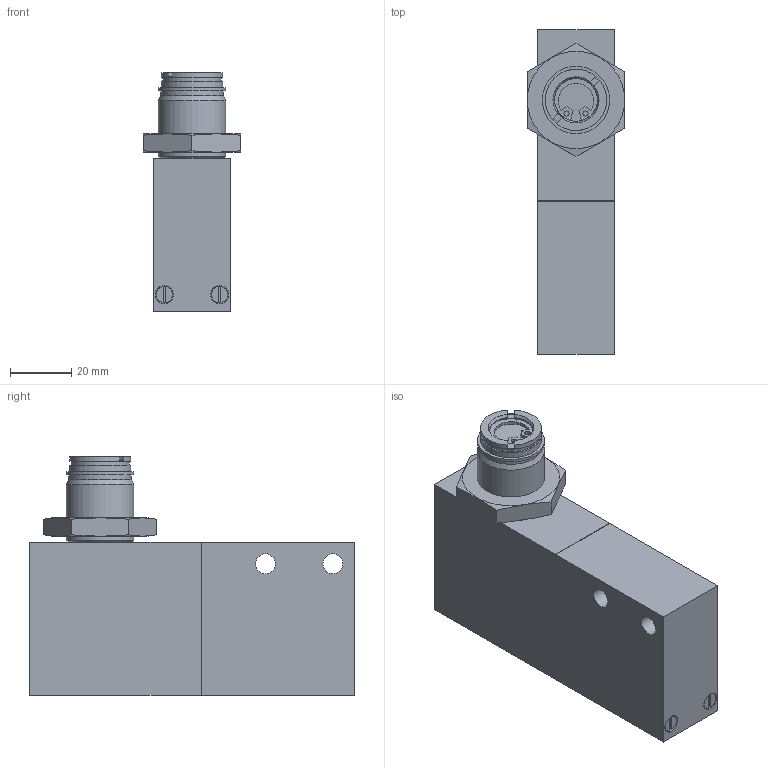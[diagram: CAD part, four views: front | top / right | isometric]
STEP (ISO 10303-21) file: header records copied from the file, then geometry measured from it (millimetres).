
FILE_DESCRIPTION(/* description */ ('STEP AP214'),/* implementation_level */ '2;1');
FILE_NAME(/* name */ '3489_VZOB-3-1_4',/* time_stamp */ '2024-09-18T03:32:43+02:00',/* author */ ('License CC BY-ND 4.0'),/* organization */ ('CADENAS'),/* preprocessor_version */ 'ST-DEVELOPER v19.3',/* originating_system */ 'PARTsolutions',/* authorisation */ ' ');
FILE_SCHEMA (('AUTOMOTIVE_DESIGN {1 0 10303 214 3 1 1}'));
Length unit declared in the file: millimetre
Products named in the file (3): 3489 VZOB-3-1/4; 3488 VZB-3-1/4-part; 205809 Flachmutter M22X1-6-32
Assembly tree (2 placements, depth 2):
  3489 VZOB-3-1/4
    3488 VZB-3-1/4-part
    205809 Flachmutter M22X1-6-32
Bounding box: 32 x 106 x 78 mm (x, y, z)
Volume: 139019.7 mm3; surface area: 25671.9 mm2
Topology: 2 solids, 2 shells, 117 faces, 262 edges, 171 vertices
Faces by surface type: plane 75, cylinder 24, cone 18
Full cylindrical faces by diameter (mm): 1.7 x2, 5.9 x4, 6.5 x2, 8.566 x1, 11.445 x3, 14 x1, 14.6 x1, 19 x1, 20 x2, 20.4 x1, 20.917 x1, 22 x2
Entity records: 3127 total; most frequent: CARTESIAN_POINT 614, DIRECTION 512, ORIENTED_EDGE 432, EDGE_CURVE 216, AXIS2_PLACEMENT_3D 210, EDGE_LOOP 182, FACE_BOUND 182, VERTEX_POINT 162
